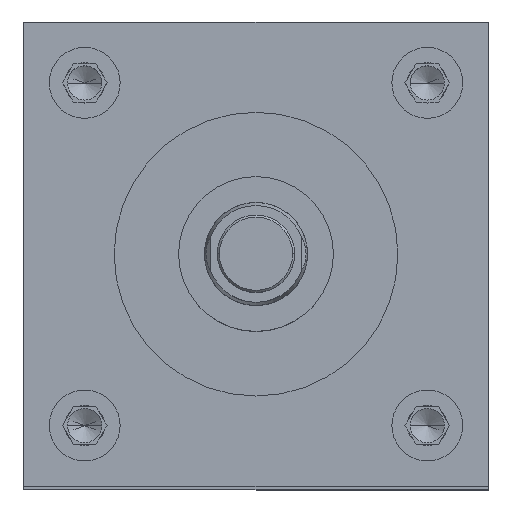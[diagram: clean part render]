
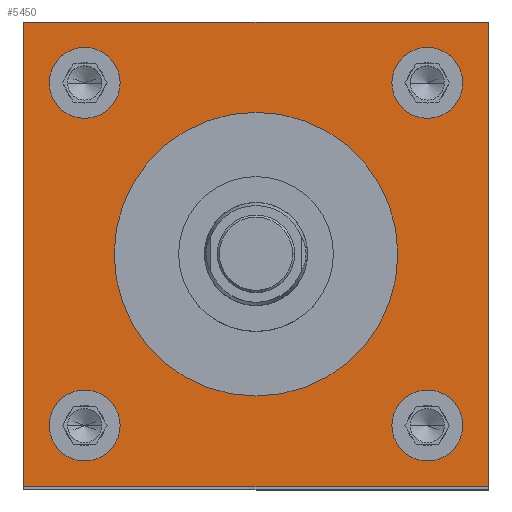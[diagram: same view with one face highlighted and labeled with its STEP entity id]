
A CAD part, top view. The second image highlights one B-rep face of the part: STEP entity #5450.
In plain terms, the highlighted planar face has unit normal (0, 0, 1).
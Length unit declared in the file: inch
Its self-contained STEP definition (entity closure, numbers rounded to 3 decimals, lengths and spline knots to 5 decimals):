
#1 = EDGE_CURVE ( 'NONE', #727, #5260, #5739, .T. ) ;
#13 = ORIENTED_EDGE ( 'NONE', *, *, #5389, .T. ) ;
#37 = CARTESIAN_POINT ( 'NONE',  ( 1.3165, -1.66, 20.25 ) ) ;
#91 = DIRECTION ( 'NONE',  ( 0., 0., 1. ) ) ;
#142 = VERTEX_POINT ( 'NONE', #37 ) ;
#174 = EDGE_LOOP ( 'NONE', ( #384, #2700 ) ) ;
#232 = CARTESIAN_POINT ( 'NONE',  ( 0., 0., 20.25 ) ) ;
#252 = EDGE_CURVE ( 'NONE', #6013, #5138, #5314, .T. ) ;
#303 = ORIENTED_EDGE ( 'NONE', *, *, #3165, .F. ) ;
#384 = ORIENTED_EDGE ( 'NONE', *, *, #1690, .F. ) ;
#415 = CARTESIAN_POINT ( 'NONE',  ( -2.25, -2.25, 20.25 ) ) ;
#671 = CIRCLE ( 'NONE', #2795, 0.3435 ) ;
#727 = VERTEX_POINT ( 'NONE', #415 ) ;
#857 = VERTEX_POINT ( 'NONE', #4312 ) ;
#899 = VERTEX_POINT ( 'NONE', #3467 ) ;
#908 = CARTESIAN_POINT ( 'NONE',  ( -1.66, -1.66, 20.25 ) ) ;
#919 = EDGE_LOOP ( 'NONE', ( #6147, #3623 ) ) ;
#963 = PLANE ( 'NONE',  #2465 ) ;
#973 = CARTESIAN_POINT ( 'NONE',  ( 1.66, -1.66, 20.25 ) ) ;
#1063 = DIRECTION ( 'NONE',  ( 0., 0., 1. ) ) ;
#1123 = DIRECTION ( 'NONE',  ( 0., 0., 1. ) ) ;
#1159 = DIRECTION ( 'NONE',  ( 1., 0., 0. ) ) ;
#1226 = CIRCLE ( 'NONE', #1828, 0.3435 ) ;
#1327 = DIRECTION ( 'NONE',  ( 0., 0., 1. ) ) ;
#1339 = ORIENTED_EDGE ( 'NONE', *, *, #5590, .F. ) ;
#1373 = DIRECTION ( 'NONE',  ( 0., 0., 1. ) ) ;
#1406 = AXIS2_PLACEMENT_3D ( 'NONE', #232, #1063, #2139 ) ;
#1581 = EDGE_LOOP ( 'NONE', ( #3365, #4270 ) ) ;
#1612 = CARTESIAN_POINT ( 'NONE',  ( -2.25, 2.25, 20.25 ) ) ;
#1614 = DIRECTION ( 'NONE',  ( 1., 0., 0. ) ) ;
#1654 = CARTESIAN_POINT ( 'NONE',  ( -2.0035, -1.66, 20.25 ) ) ;
#1690 = EDGE_CURVE ( 'NONE', #2402, #2066, #5448, .T. ) ;
#1828 = AXIS2_PLACEMENT_3D ( 'NONE', #4371, #3009, #2060 ) ;
#1878 = EDGE_LOOP ( 'NONE', ( #303, #1905 ) ) ;
#1905 = ORIENTED_EDGE ( 'NONE', *, *, #2751, .F. ) ;
#1935 = CIRCLE ( 'NONE', #6060, 0.3435 ) ;
#1941 = FACE_BOUND ( 'NONE', #919, .T. ) ;
#1971 = EDGE_CURVE ( 'NONE', #2989, #899, #6150, .T. ) ;
#1988 = VERTEX_POINT ( 'NONE', #4897 ) ;
#2060 = DIRECTION ( 'NONE',  ( 1., 0., 0. ) ) ;
#2066 = VERTEX_POINT ( 'NONE', #1654 ) ;
#2124 = CARTESIAN_POINT ( 'NONE',  ( 1.375, 0., 20.25 ) ) ;
#2139 = DIRECTION ( 'NONE',  ( 1., 0., 0. ) ) ;
#2280 = EDGE_CURVE ( 'NONE', #1988, #3665, #3559, .T. ) ;
#2283 = AXIS2_PLACEMENT_3D ( 'NONE', #4606, #1123, #1614 ) ;
#2393 = FACE_BOUND ( 'NONE', #1581, .T. ) ;
#2402 = VERTEX_POINT ( 'NONE', #5020 ) ;
#2407 = ORIENTED_EDGE ( 'NONE', *, *, #3763, .T. ) ;
#2419 = DIRECTION ( 'NONE',  ( 1., 0., 0. ) ) ;
#2465 = AXIS2_PLACEMENT_3D ( 'NONE', #2955, #2898, #2923 ) ;
#2551 = EDGE_LOOP ( 'NONE', ( #2991, #1339 ) ) ;
#2577 = ORIENTED_EDGE ( 'NONE', *, *, #1, .T. ) ;
#2697 = DIRECTION ( 'NONE',  ( 0., 0., 1. ) ) ;
#2700 = ORIENTED_EDGE ( 'NONE', *, *, #3131, .F. ) ;
#2751 = EDGE_CURVE ( 'NONE', #142, #857, #671, .T. ) ;
#2795 = AXIS2_PLACEMENT_3D ( 'NONE', #5404, #91, #4436 ) ;
#2805 = DIRECTION ( 'NONE',  ( 0., 0., 1. ) ) ;
#2833 = DIRECTION ( 'NONE',  ( 1., 0., 0. ) ) ;
#2898 = DIRECTION ( 'NONE',  ( 0., 0., -1. ) ) ;
#2907 = DIRECTION ( 'NONE',  ( 1., 0., 0. ) ) ;
#2923 = DIRECTION ( 'NONE',  ( -1., 0., 0. ) ) ;
#2931 = AXIS2_PLACEMENT_3D ( 'NONE', #6078, #2697, #5522 ) ;
#2945 = AXIS2_PLACEMENT_3D ( 'NONE', #973, #1373, #4785 ) ;
#2955 = CARTESIAN_POINT ( 'NONE',  ( -2.25, 2.25, 20.25 ) ) ;
#2989 = VERTEX_POINT ( 'NONE', #2124 ) ;
#2991 = ORIENTED_EDGE ( 'NONE', *, *, #1971, .F. ) ;
#2996 = FACE_OUTER_BOUND ( 'NONE', #4467, .T. ) ;
#2998 = CARTESIAN_POINT ( 'NONE',  ( -2.0035, 1.66, 20.25 ) ) ;
#3009 = DIRECTION ( 'NONE',  ( 0., 0., 1. ) ) ;
#3131 = EDGE_CURVE ( 'NONE', #2066, #2402, #4970, .T. ) ;
#3148 = VECTOR ( 'NONE', #5488, 39.37008 ) ;
#3165 = EDGE_CURVE ( 'NONE', #857, #142, #4161, .T. ) ;
#3305 = DIRECTION ( 'NONE',  ( 0., 1., 0. ) ) ;
#3315 = EDGE_CURVE ( 'NONE', #4740, #4511, #4966, .T. ) ;
#3361 = DIRECTION ( 'NONE',  ( 1., 0., 0. ) ) ;
#3365 = ORIENTED_EDGE ( 'NONE', *, *, #2280, .F. ) ;
#3380 = VECTOR ( 'NONE', #3305, 39.37008 ) ;
#3417 = AXIS2_PLACEMENT_3D ( 'NONE', #3578, #3545, #1159 ) ;
#3467 = CARTESIAN_POINT ( 'NONE',  ( -1.375, 0., 20.25 ) ) ;
#3478 = FACE_BOUND ( 'NONE', #2551, .T. ) ;
#3486 = CARTESIAN_POINT ( 'NONE',  ( 1.3165, 1.66, 20.25 ) ) ;
#3509 = FACE_BOUND ( 'NONE', #174, .T. ) ;
#3545 = DIRECTION ( 'NONE',  ( 0., 0., 1. ) ) ;
#3559 = CIRCLE ( 'NONE', #3840, 0.3435 ) ;
#3569 = AXIS2_PLACEMENT_3D ( 'NONE', #908, #4300, #2907 ) ;
#3578 = CARTESIAN_POINT ( 'NONE',  ( 1.66, 1.66, 20.25 ) ) ;
#3587 = CARTESIAN_POINT ( 'NONE',  ( 2.25, -2.25, 20.25 ) ) ;
#3623 = ORIENTED_EDGE ( 'NONE', *, *, #4803, .F. ) ;
#3626 = VECTOR ( 'NONE', #3361, 39.37008 ) ;
#3665 = VERTEX_POINT ( 'NONE', #2998 ) ;
#3763 = EDGE_CURVE ( 'NONE', #4511, #727, #5510, .T. ) ;
#3823 = LINE ( 'NONE', #5143, #3380 ) ;
#3840 = AXIS2_PLACEMENT_3D ( 'NONE', #5663, #2805, #2419 ) ;
#3888 = FACE_BOUND ( 'NONE', #1878, .T. ) ;
#4018 = CIRCLE ( 'NONE', #2283, 1.375 ) ;
#4161 = CIRCLE ( 'NONE', #2945, 0.3435 ) ;
#4270 = ORIENTED_EDGE ( 'NONE', *, *, #5827, .F. ) ;
#4300 = DIRECTION ( 'NONE',  ( 0., 0., 1. ) ) ;
#4312 = CARTESIAN_POINT ( 'NONE',  ( 2.0035, -1.66, 20.25 ) ) ;
#4371 = CARTESIAN_POINT ( 'NONE',  ( 1.66, 1.66, 20.25 ) ) ;
#4436 = DIRECTION ( 'NONE',  ( 1., 0., 0. ) ) ;
#4467 = EDGE_LOOP ( 'NONE', ( #2407, #2577, #13, #4767 ) ) ;
#4494 = CARTESIAN_POINT ( 'NONE',  ( -2.25, 2.25, 20.25 ) ) ;
#4511 = VERTEX_POINT ( 'NONE', #1612 ) ;
#4606 = CARTESIAN_POINT ( 'NONE',  ( 0., 0., 20.25 ) ) ;
#4668 = CARTESIAN_POINT ( 'NONE',  ( -1.66, 1.66, 20.25 ) ) ;
#4740 = VERTEX_POINT ( 'NONE', #4904 ) ;
#4767 = ORIENTED_EDGE ( 'NONE', *, *, #3315, .T. ) ;
#4785 = DIRECTION ( 'NONE',  ( 1., 0., 0. ) ) ;
#4803 = EDGE_CURVE ( 'NONE', #5138, #6013, #1226, .T. ) ;
#4897 = CARTESIAN_POINT ( 'NONE',  ( -1.3165, 1.66, 20.25 ) ) ;
#4904 = CARTESIAN_POINT ( 'NONE',  ( 2.25, 2.25, 20.25 ) ) ;
#4966 = LINE ( 'NONE', #4494, #3148 ) ;
#4970 = CIRCLE ( 'NONE', #3569, 0.3435 ) ;
#5020 = CARTESIAN_POINT ( 'NONE',  ( -1.3165, -1.66, 20.25 ) ) ;
#5052 = DIRECTION ( 'NONE',  ( 0., -1., 0. ) ) ;
#5138 = VERTEX_POINT ( 'NONE', #3486 ) ;
#5143 = CARTESIAN_POINT ( 'NONE',  ( 2.25, -2.25, 20.25 ) ) ;
#5260 = VERTEX_POINT ( 'NONE', #3587 ) ;
#5308 = CARTESIAN_POINT ( 'NONE',  ( -2.25, -2.25, 20.25 ) ) ;
#5314 = CIRCLE ( 'NONE', #3417, 0.3435 ) ;
#5379 = CARTESIAN_POINT ( 'NONE',  ( 2.0035, 1.66, 20.25 ) ) ;
#5389 = EDGE_CURVE ( 'NONE', #5260, #4740, #3823, .T. ) ;
#5404 = CARTESIAN_POINT ( 'NONE',  ( 1.66, -1.66, 20.25 ) ) ;
#5448 = CIRCLE ( 'NONE', #2931, 0.3435 ) ;
#5450 = ADVANCED_FACE ( 'NONE', ( #3888, #1941, #3509, #2393, #3478, #2996 ), #963, .F. ) ;
#5488 = DIRECTION ( 'NONE',  ( -1., 0., 0. ) ) ;
#5510 = LINE ( 'NONE', #6011, #6201 ) ;
#5522 = DIRECTION ( 'NONE',  ( 1., 0., 0. ) ) ;
#5590 = EDGE_CURVE ( 'NONE', #899, #2989, #4018, .T. ) ;
#5663 = CARTESIAN_POINT ( 'NONE',  ( -1.66, 1.66, 20.25 ) ) ;
#5739 = LINE ( 'NONE', #5308, #3626 ) ;
#5827 = EDGE_CURVE ( 'NONE', #3665, #1988, #1935, .T. ) ;
#6011 = CARTESIAN_POINT ( 'NONE',  ( -2.25, -2.25, 20.25 ) ) ;
#6013 = VERTEX_POINT ( 'NONE', #5379 ) ;
#6060 = AXIS2_PLACEMENT_3D ( 'NONE', #4668, #1327, #2833 ) ;
#6078 = CARTESIAN_POINT ( 'NONE',  ( -1.66, -1.66, 20.25 ) ) ;
#6147 = ORIENTED_EDGE ( 'NONE', *, *, #252, .F. ) ;
#6150 = CIRCLE ( 'NONE', #1406, 1.375 ) ;
#6201 = VECTOR ( 'NONE', #5052, 39.37008 ) ;
